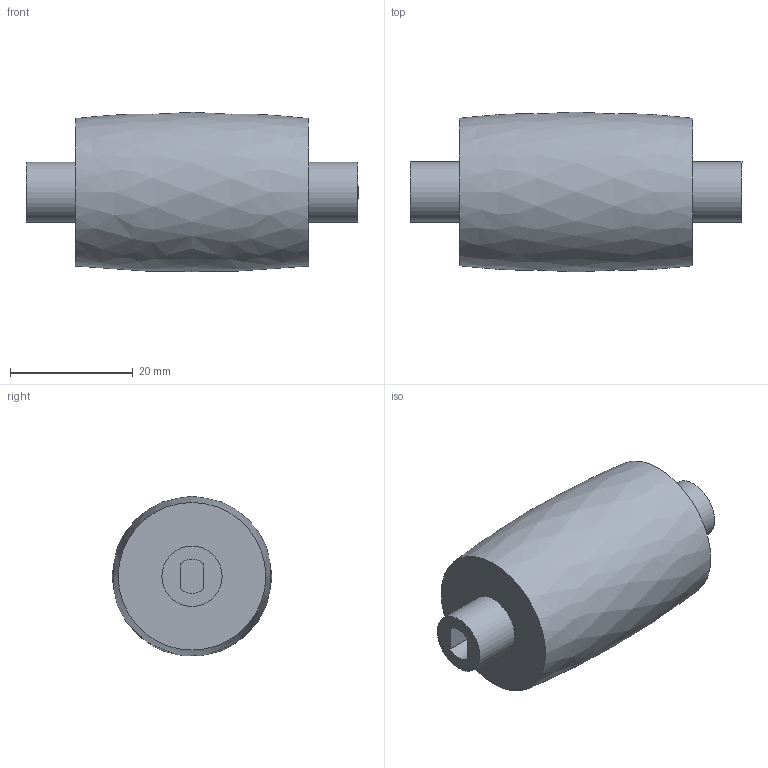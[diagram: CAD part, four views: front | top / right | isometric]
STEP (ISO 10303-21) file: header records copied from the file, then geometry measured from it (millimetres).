
FILE_DESCRIPTION(/* description */ (''),/* implementation_level */ '2;1');
FILE_NAME(/* name */ 'drive_roll.step',/* time_stamp */ '2020-10-14T08:12:26+02:00',/* author */ (''),/* organization */ (''),/* preprocessor_version */ 'ST-DEVELOPER v18.1',/* originating_system */ 'Autodesk Translation Framework v9.3.0.1241',/* authorisation */ '');
FILE_SCHEMA (('AUTOMOTIVE_DESIGN { 1 0 10303 214 3 1 1 }'));
Length unit declared in the file: millimetre
Products named in the file (1): Antriebsrolle
Bounding box: 54 x 26 x 25.91 mm (x, y, z)
Volume: 20169.6 mm3; surface area: 4593.2 mm2
Topology: 1 solids, 1 shells, 12 faces, 21 edges, 14 vertices
Faces by surface type: plane 7, cylinder 4, bspline 1
Full cylindrical faces by diameter (mm): 9.8 x2
Entity records: 351 total; most frequent: CARTESIAN_POINT 74, DIRECTION 56, ORIENTED_EDGE 42, AXIS2_PLACEMENT_3D 23, EDGE_CURVE 21, EDGE_LOOP 15, VERTEX_POINT 14, FACE_OUTER_BOUND 12
